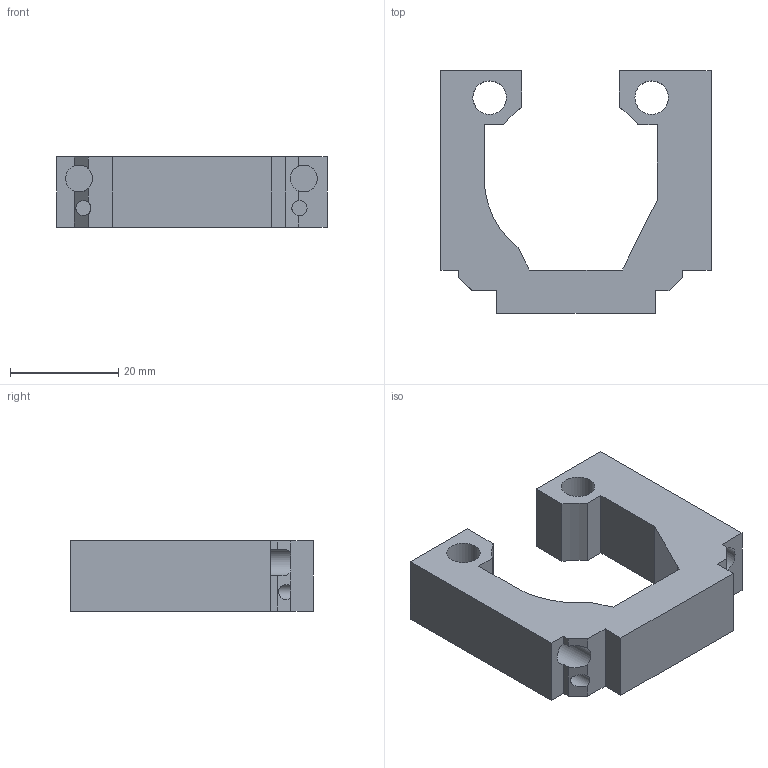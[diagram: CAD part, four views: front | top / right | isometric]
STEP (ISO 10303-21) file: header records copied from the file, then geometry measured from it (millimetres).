
FILE_DESCRIPTION(/* description */ (''),/* implementation_level */ '2;1');
FILE_NAME(/* name */ '30_CUBE_openSIM_Rodholder.ipt.step',/* time_stamp */ '2022-11-29T08:17:51+01:00',/* author */ ('wanghaoran'),/* organization */ (''),/* preprocessor_version */ 'ST-DEVELOPER v18.1',/* originating_system */ 'Autodesk Inventor 2022',/* authorisation */ '');
FILE_SCHEMA (('AUTOMOTIVE_DESIGN { 1 0 10303 214 3 1 1 }'));
Length unit declared in the file: millimetre
Products named in the file (1): 30_CUBE_openSIM_Rodholder
Bounding box: 50 x 44.92 x 13 mm (x, y, z)
Volume: 13898.1 mm3; surface area: 6738.7 mm2
Topology: 1 solids, 1 shells, 50 faces, 144 edges, 96 vertices
Faces by surface type: plane 39, cylinder 11
Full cylindrical faces by diameter (mm): 2.8 x4, 5 x2, 6.2 x2
Entity records: 1729 total; most frequent: CARTESIAN_POINT 335, ORIENTED_EDGE 288, DIRECTION 274, EDGE_CURVE 144, LINE 108, VECTOR 108, VERTEX_POINT 96, AXIS2_PLACEMENT_3D 83
